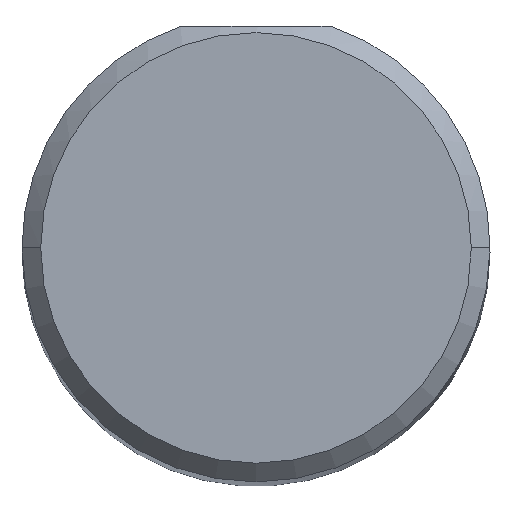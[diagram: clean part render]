
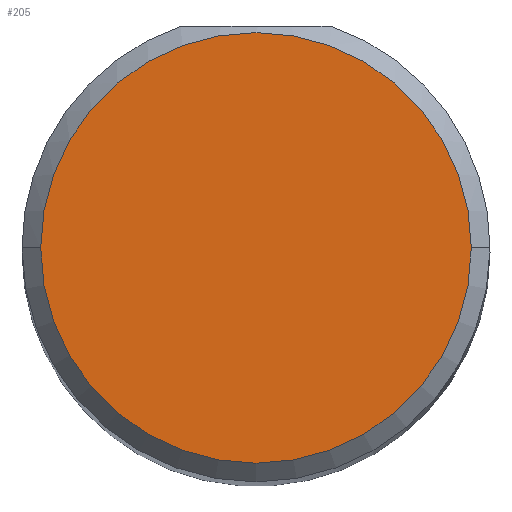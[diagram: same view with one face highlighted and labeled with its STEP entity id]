
A CAD part, top view. The second image highlights one B-rep face of the part: STEP entity #205.
In plain terms, the highlighted planar face has unit normal (0, 0, 1).
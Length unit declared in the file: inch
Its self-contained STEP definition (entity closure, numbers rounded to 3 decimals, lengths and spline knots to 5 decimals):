
#8 = EDGE_LOOP ( 'NONE', ( #321, #180 ) ) ;
#31 = CARTESIAN_POINT ( 'NONE',  ( 0., 0., 2.5 ) ) ;
#33 = CARTESIAN_POINT ( 'NONE',  ( -0.1725, 0., 2.5 ) ) ;
#39 = CARTESIAN_POINT ( 'NONE',  ( 0.1725, 0., 2.5 ) ) ;
#56 = CIRCLE ( 'NONE', #278, 0.1725 ) ;
#118 = CIRCLE ( 'NONE', #140, 0.1725 ) ;
#127 = CARTESIAN_POINT ( 'NONE',  ( 0., 0., 2.5 ) ) ;
#140 = AXIS2_PLACEMENT_3D ( 'NONE', #127, #425, #344 ) ;
#180 = ORIENTED_EDGE ( 'NONE', *, *, #390, .T. ) ;
#190 = FACE_OUTER_BOUND ( 'NONE', #8, .T. ) ;
#193 = DIRECTION ( 'NONE',  ( 1., 0., 0. ) ) ;
#205 = ADVANCED_FACE ( 'NONE', ( #190 ), #440, .T. ) ;
#216 = EDGE_CURVE ( 'NONE', #272, #309, #56, .T. ) ;
#272 = VERTEX_POINT ( 'NONE', #33 ) ;
#278 = AXIS2_PLACEMENT_3D ( 'NONE', #31, #518, #193 ) ;
#309 = VERTEX_POINT ( 'NONE', #39 ) ;
#321 = ORIENTED_EDGE ( 'NONE', *, *, #216, .T. ) ;
#344 = DIRECTION ( 'NONE',  ( 1., 0., 0. ) ) ;
#359 = DIRECTION ( 'NONE',  ( 0., 0., 1. ) ) ;
#390 = EDGE_CURVE ( 'NONE', #309, #272, #118, .T. ) ;
#425 = DIRECTION ( 'NONE',  ( 0., 0., 1. ) ) ;
#440 = PLANE ( 'NONE',  #520 ) ;
#443 = CARTESIAN_POINT ( 'NONE',  ( 0., 0., 2.5 ) ) ;
#452 = DIRECTION ( 'NONE',  ( 1., 0., 0. ) ) ;
#518 = DIRECTION ( 'NONE',  ( 0., 0., 1. ) ) ;
#520 = AXIS2_PLACEMENT_3D ( 'NONE', #443, #359, #452 ) ;
